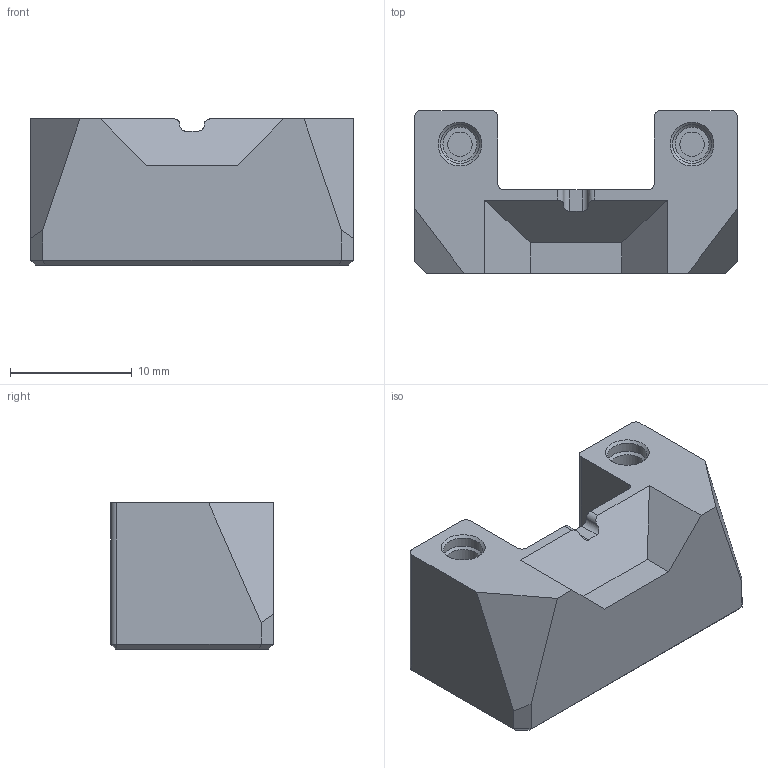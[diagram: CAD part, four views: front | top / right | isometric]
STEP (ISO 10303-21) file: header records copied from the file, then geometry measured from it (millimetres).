
FILE_DESCRIPTION(/* description */ (''),/* implementation_level */ '2;1');
FILE_NAME(/* name */ 'OptoTap PCB Mount v3.step',/* time_stamp */ '2023-10-15T16:12:36-07:00',/* author */ (''),/* organization */ (''),/* preprocessor_version */ 'ST-DEVELOPER v20',/* originating_system */ 'Autodesk Translation Framework v12.14.0.127',/* authorisation */ '');
FILE_SCHEMA (('AUTOMOTIVE_DESIGN { 1 0 10303 214 3 1 1 }'));
Length unit declared in the file: millimetre
Products named in the file (1): OptoTap PCB Mount
Bounding box: 26.5 x 13.35 x 12 mm (x, y, z)
Volume: 2700.5 mm3; surface area: 1790.7 mm2
Topology: 1 solids, 1 shells, 64 faces, 148 edges, 90 vertices
Faces by surface type: plane 34, cylinder 16, cone 14
Full cylindrical faces by diameter (mm): 2.8 x2, 3.2 x2, 4.7 x2
Entity records: 1828 total; most frequent: DIRECTION 322, CARTESIAN_POINT 303, ORIENTED_EDGE 296, EDGE_CURVE 148, AXIS2_PLACEMENT_3D 109, LINE 104, VECTOR 104, VERTEX_POINT 90
